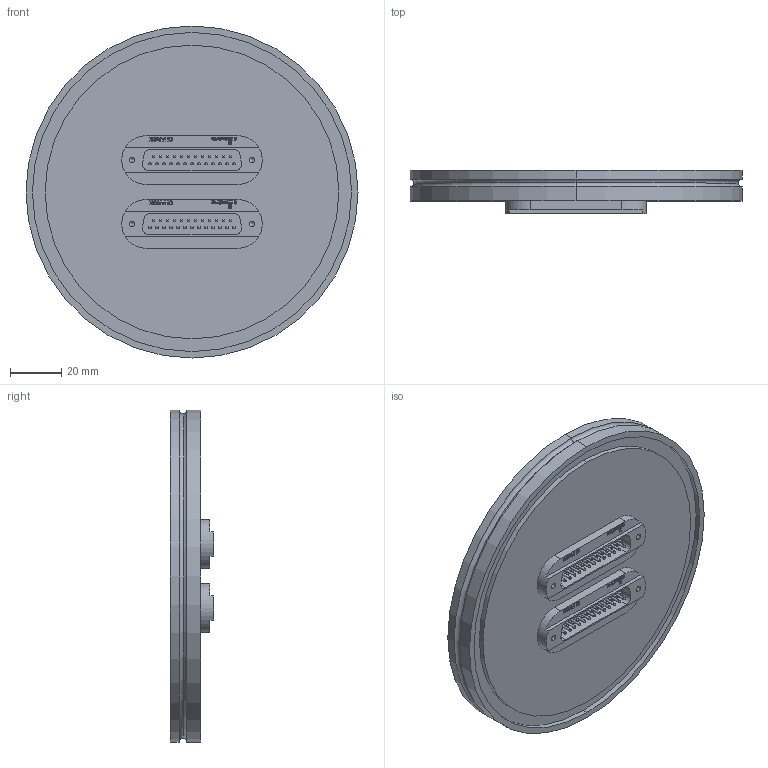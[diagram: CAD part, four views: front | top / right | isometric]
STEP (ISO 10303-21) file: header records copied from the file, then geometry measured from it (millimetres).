
FILE_DESCRIPTION (( 'STEP AP214' ), '1' );
FILE_NAME ('210-D25-ISO100-2.step', '2025-02-17T20:25:47', ( '' ), ( '' ), 'SwSTEP 2.0', 'SolidWorks 2022', '' );
FILE_SCHEMA (( 'AUTOMOTIVE_DESIGN' ));
Length unit declared in the file: millimetre
Products named in the file (5): 9210-D25-ISO100-2_DN100 ISO-K; 210-D25-ISO100-2; 218-D9-37-SS_218-D25-SS; 9210-PIN-FENI_Pin vergoldet; 9218-D9-37-SS-V22_25pin 1mm beschr. allectra
Assembly tree (29 placements, depth 3):
  210-D25-ISO100-2
    9210-D25-ISO100-2_DN100 ISO-K
    218-D9-37-SS_218-D25-SS  x2
      9218-D9-37-SS-V22_25pin 1mm beschr. allectra
      9210-PIN-FENI_Pin vergoldet
Bounding box: 130 x 17 x 130 mm (x, y, z)
Volume: 148612.1 mm3; surface area: 48631.6 mm2
Topology: 53 solids, 53 shells, 820 faces, 2268 edges, 1494 vertices
Faces by surface type: cylinder 348, plane 294, sphere 100, bspline 54, cone 16, torus 8
Entity records: 12345 total; most frequent: CARTESIAN_POINT 3570, DIRECTION 1761, ORIENTED_EDGE 1730, EDGE_CURVE 865, AXIS2_PLACEMENT_3D 615, VERTEX_POINT 572, VECTOR 531, LINE 531
